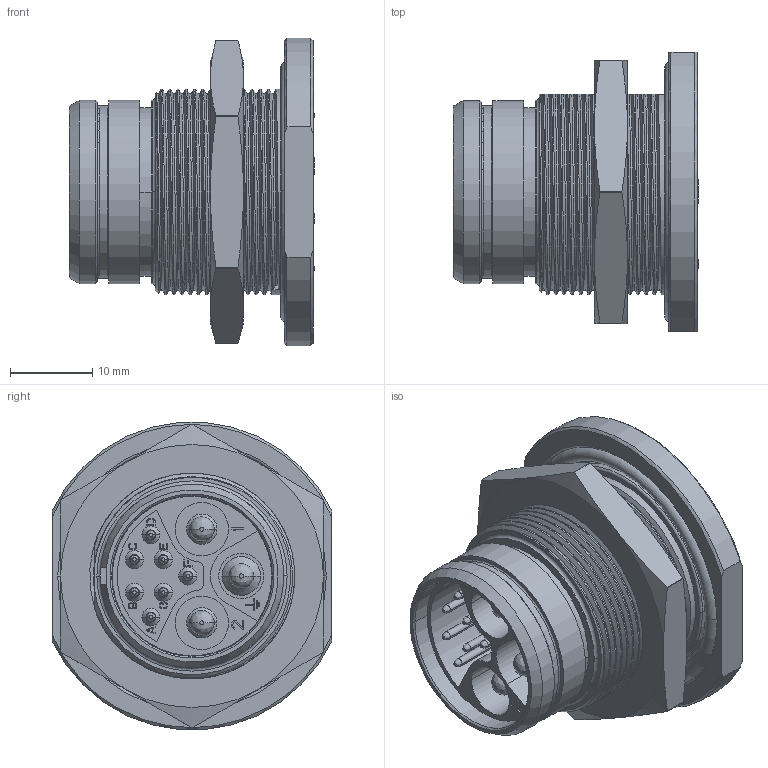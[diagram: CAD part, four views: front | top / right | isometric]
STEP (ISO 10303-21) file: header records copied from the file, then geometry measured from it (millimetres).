
FILE_DESCRIPTION((''),'2;1');
FILE_NAME('1331EV410AMS','2024-08-22T15:37:42',('paultorloting'),('NET AG system integration'),'CREO PARAMETRIC BY PTC INC, 2021404','CREO PARAMETRIC BY PTC INC, 2021404','');
FILE_SCHEMA(('AUTOMOTIVE_DESIGN { 1 0 10303 214 1 1 1 1 }'));
Products named in the file (1): 1331EV410AMS
Bounding box: 29.9 x 34 x 37.36 mm (x, y, z)
Volume: 12153.5 mm3; surface area: 12045.6 mm2
Topology: 1 solids, 1 shells, 1077 faces, 2761 edges, 1806 vertices
Faces by surface type: plane 692, cylinder 195, cone 84, bspline 76, torus 30
Entity records: 51430 total; most frequent: CARTESIAN_POINT 18606, ORIENTED_EDGE 5522, DIRECTION 5141, EDGE_CURVE 2761, VECTOR 1898, LINE 1898, VERTEX_POINT 1806, AXIS2_PLACEMENT_3D 1620
